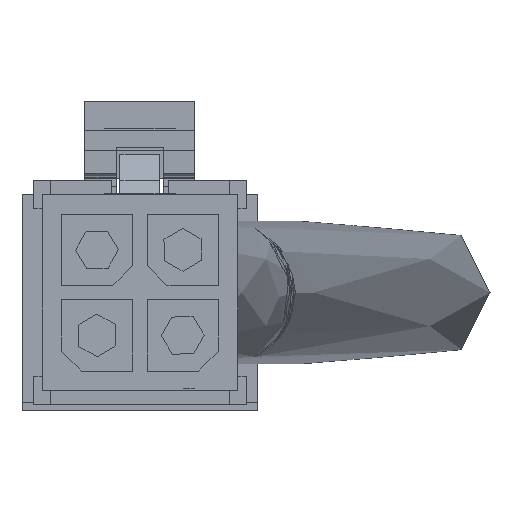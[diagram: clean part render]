
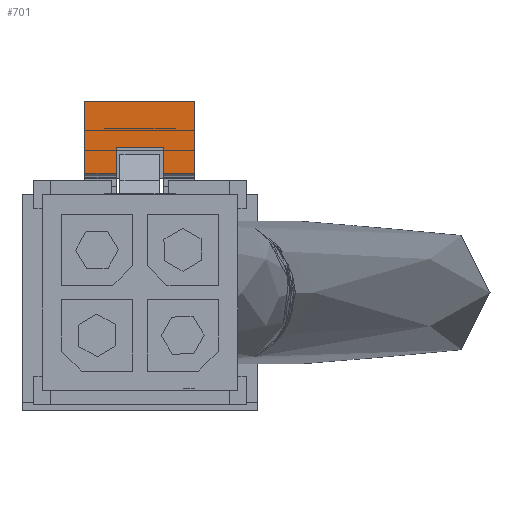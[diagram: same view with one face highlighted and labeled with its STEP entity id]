
A CAD part, front view. The second image highlights one B-rep face of the part: STEP entity #701.
In plain terms, the highlighted planar face has unit normal (0, -1, 0).
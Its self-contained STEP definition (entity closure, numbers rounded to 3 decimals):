
#195 = LINE ( 'NONE', #3166, #6690 ) ;
#375 = DIRECTION ( 'NONE',  ( 0., -1., 0. ) ) ;
#470 = CARTESIAN_POINT ( 'NONE',  ( 1.93, -2.45, -6.705 ) ) ;
#555 = CARTESIAN_POINT ( 'NONE',  ( 0.825, -2.45, -4.175 ) ) ;
#598 = LINE ( 'NONE', #555, #6754 ) ;
#694 = EDGE_CURVE ( 'NONE', #6068, #747, #3962, .T. ) ;
#701 = ADVANCED_FACE ( 'NONE', ( #2097 ), #5711, .T. ) ;
#747 = VERTEX_POINT ( 'NONE', #4030 ) ;
#944 = ORIENTED_EDGE ( 'NONE', *, *, #1608, .T. ) ;
#994 = CARTESIAN_POINT ( 'NONE',  ( 0.825, -2.45, -5.075 ) ) ;
#1301 = VECTOR ( 'NONE', #3242, 1000. ) ;
#1350 = VERTEX_POINT ( 'NONE', #3863 ) ;
#1523 = DIRECTION ( 'NONE',  ( -1., 0., 0. ) ) ;
#1608 = EDGE_CURVE ( 'NONE', #747, #5679, #2926, .T. ) ;
#1725 = ORIENTED_EDGE ( 'NONE', *, *, #6674, .T. ) ;
#1758 = EDGE_CURVE ( 'NONE', #5679, #2258, #3881, .T. ) ;
#1842 = VERTEX_POINT ( 'NONE', #994 ) ;
#1979 = LINE ( 'NONE', #6751, #4696 ) ;
#2097 = FACE_OUTER_BOUND ( 'NONE', #4169, .T. ) ;
#2258 = VERTEX_POINT ( 'NONE', #5119 ) ;
#2405 = VECTOR ( 'NONE', #4510, 1000. ) ;
#2544 = DIRECTION ( 'NONE',  ( 0., 0., -1. ) ) ;
#2820 = LINE ( 'NONE', #7575, #2405 ) ;
#2926 = LINE ( 'NONE', #7067, #5539 ) ;
#2962 = CARTESIAN_POINT ( 'NONE',  ( -1.93, -2.45, -5.075 ) ) ;
#3166 = CARTESIAN_POINT ( 'NONE',  ( 1.93, -2.45, 0. ) ) ;
#3227 = EDGE_CURVE ( 'NONE', #1842, #6068, #6490, .T. ) ;
#3242 = DIRECTION ( 'NONE',  ( 0., 0., 1. ) ) ;
#3350 = CARTESIAN_POINT ( 'NONE',  ( -1.93, -2.45, -4.175 ) ) ;
#3633 = ORIENTED_EDGE ( 'NONE', *, *, #3227, .T. ) ;
#3856 = ORIENTED_EDGE ( 'NONE', *, *, #5116, .F. ) ;
#3863 = CARTESIAN_POINT ( 'NONE',  ( 0.825, -2.45, -4.175 ) ) ;
#3881 = LINE ( 'NONE', #7443, #6405 ) ;
#3962 = LINE ( 'NONE', #6800, #1301 ) ;
#4030 = CARTESIAN_POINT ( 'NONE',  ( -0.825, -2.45, -4.175 ) ) ;
#4115 = VECTOR ( 'NONE', #7683, 1000. ) ;
#4169 = EDGE_LOOP ( 'NONE', ( #3633, #5455, #944, #5260, #6955, #3856, #6061, #1725 ) ) ;
#4365 = CARTESIAN_POINT ( 'NONE',  ( -1.93, -2.45, -4.175 ) ) ;
#4510 = DIRECTION ( 'NONE',  ( 1., 0., 0. ) ) ;
#4696 = VECTOR ( 'NONE', #4971, 1000. ) ;
#4710 = CARTESIAN_POINT ( 'NONE',  ( -0.825, -2.45, -5.075 ) ) ;
#4971 = DIRECTION ( 'NONE',  ( -1., 0., 0. ) ) ;
#5116 = EDGE_CURVE ( 'NONE', #7022, #5921, #195, .T. ) ;
#5119 = CARTESIAN_POINT ( 'NONE',  ( -1.93, -2.45, -6.705 ) ) ;
#5129 = DIRECTION ( 'NONE',  ( 0., 0., -1. ) ) ;
#5260 = ORIENTED_EDGE ( 'NONE', *, *, #1758, .T. ) ;
#5390 = DIRECTION ( 'NONE',  ( 0., 0., -1. ) ) ;
#5421 = EDGE_CURVE ( 'NONE', #2258, #5921, #2820, .T. ) ;
#5455 = ORIENTED_EDGE ( 'NONE', *, *, #694, .T. ) ;
#5539 = VECTOR ( 'NONE', #1523, 1000. ) ;
#5679 = VERTEX_POINT ( 'NONE', #4365 ) ;
#5711 = PLANE ( 'NONE',  #7130 ) ;
#5856 = CARTESIAN_POINT ( 'NONE',  ( 1.93, -2.45, -4.175 ) ) ;
#5921 = VERTEX_POINT ( 'NONE', #470 ) ;
#6061 = ORIENTED_EDGE ( 'NONE', *, *, #6120, .T. ) ;
#6068 = VERTEX_POINT ( 'NONE', #4710 ) ;
#6120 = EDGE_CURVE ( 'NONE', #7022, #1350, #1979, .T. ) ;
#6405 = VECTOR ( 'NONE', #7483, 1000. ) ;
#6490 = LINE ( 'NONE', #2962, #4115 ) ;
#6674 = EDGE_CURVE ( 'NONE', #1350, #1842, #598, .T. ) ;
#6690 = VECTOR ( 'NONE', #2544, 1000. ) ;
#6751 = CARTESIAN_POINT ( 'NONE',  ( -1.93, -2.45, -4.175 ) ) ;
#6754 = VECTOR ( 'NONE', #5390, 1000. ) ;
#6800 = CARTESIAN_POINT ( 'NONE',  ( -0.825, -2.45, -4.175 ) ) ;
#6955 = ORIENTED_EDGE ( 'NONE', *, *, #5421, .T. ) ;
#7022 = VERTEX_POINT ( 'NONE', #5856 ) ;
#7067 = CARTESIAN_POINT ( 'NONE',  ( -1.93, -2.45, -4.175 ) ) ;
#7130 = AXIS2_PLACEMENT_3D ( 'NONE', #3350, #375, #5129 ) ;
#7443 = CARTESIAN_POINT ( 'NONE',  ( -1.93, -2.45, 0. ) ) ;
#7483 = DIRECTION ( 'NONE',  ( 0., 0., -1. ) ) ;
#7575 = CARTESIAN_POINT ( 'NONE',  ( -1.93, -2.45, -6.705 ) ) ;
#7683 = DIRECTION ( 'NONE',  ( -1., 0., 0. ) ) ;
